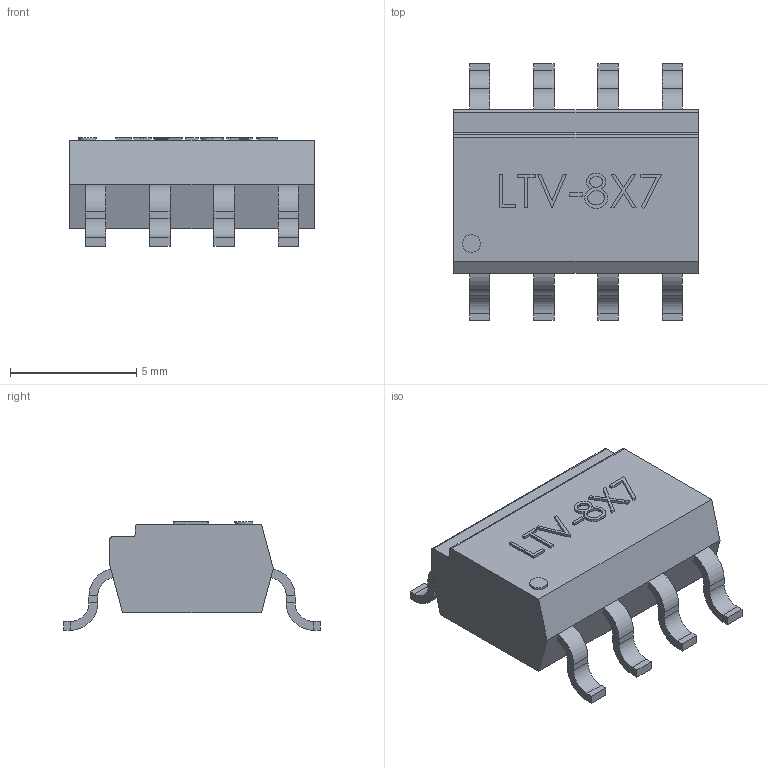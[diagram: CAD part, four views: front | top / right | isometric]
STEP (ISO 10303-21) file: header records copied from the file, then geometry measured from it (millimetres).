
FILE_DESCRIPTION (( 'STEP AP214' ), '1' );
FILE_NAME ('ltv-8x7.STEP', '2024-04-08T02:59:37', ( '' ), ( '' ), 'SwSTEP 2.0', 'SolidWorks 2020', '' );
FILE_SCHEMA (( 'AUTOMOTIVE_DESIGN' ));
Length unit declared in the file: millimetre
Products named in the file (4): ltv-8x7; 錨璃4^ltv-8x7; 錨璃3^ltv-8x7; 錨璃2^ltv-8x7
Assembly tree (10 placements, depth 2):
  ltv-8x7
    錨璃2^ltv-8x7
    錨璃3^ltv-8x7
    錨璃4^ltv-8x7  x8
Bounding box: 9.68 x 10.16 x 4.3 mm (x, y, z)
Volume: 216.4 mm3; surface area: 351.7 mm2
Topology: 17 solids, 17 shells, 267 faces, 571 edges, 338 vertices
Faces by surface type: plane 213, cylinder 37, bspline 17
Entity records: 4358 total; most frequent: CARTESIAN_POINT 1608, ORIENTED_EDGE 526, DIRECTION 465, EDGE_CURVE 263, LINE 211, VECTOR 211, VERTEX_POINT 170, AXIS2_PLACEMENT_3D 127
